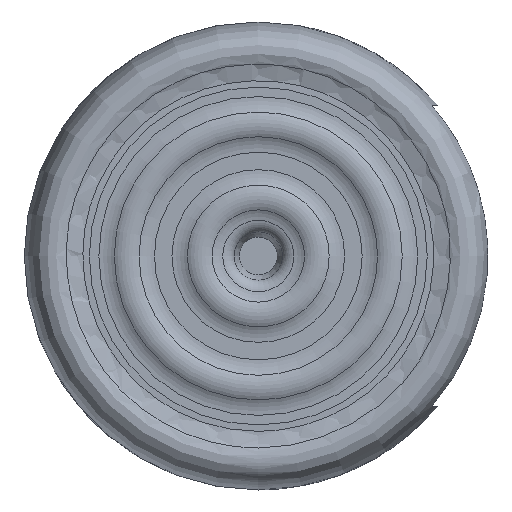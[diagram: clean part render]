
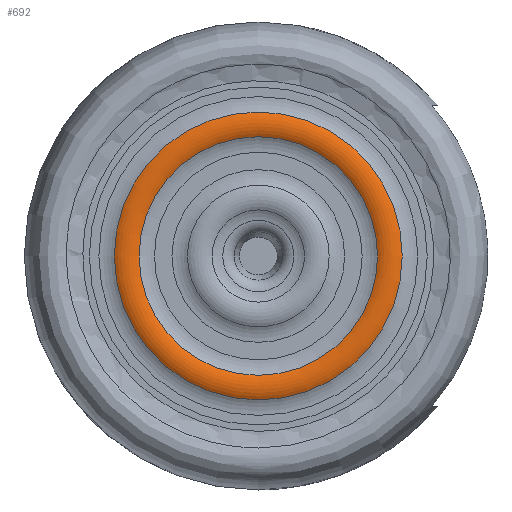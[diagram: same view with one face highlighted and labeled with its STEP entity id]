
A CAD part, front view. The second image highlights one B-rep face of the part: STEP entity #692.
In plain terms, the highlighted toroidal (fillet/blend) face has major radius 4.5 mm and minor radius 0.797 mm.
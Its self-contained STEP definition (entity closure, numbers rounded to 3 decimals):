
#196=FACE_OUTER_BOUND('',#237,.T.);
#237=EDGE_LOOP('',(#634,#635,#636,#637,#638,#639));
#257=CIRCLE('',#748,4.922);
#258=CIRCLE('',#749,4.922);
#262=CIRCLE('',#755,4.078);
#266=CIRCLE('',#759,4.078);
#275=CIRCLE('',#772,0.797);
#330=VERTEX_POINT('',#2212);
#331=VERTEX_POINT('',#2213);
#334=VERTEX_POINT('',#2223);
#335=VERTEX_POINT('',#2224);
#424=EDGE_CURVE('',#330,#331,#257,.T.);
#425=EDGE_CURVE('',#331,#330,#258,.T.);
#429=EDGE_CURVE('',#334,#335,#262,.T.);
#433=EDGE_CURVE('',#335,#334,#266,.T.);
#444=EDGE_CURVE('',#335,#331,#275,.T.);
#634=ORIENTED_EDGE('',*,*,#429,.F.);
#635=ORIENTED_EDGE('',*,*,#433,.F.);
#636=ORIENTED_EDGE('',*,*,#444,.T.);
#637=ORIENTED_EDGE('',*,*,#424,.F.);
#638=ORIENTED_EDGE('',*,*,#425,.F.);
#639=ORIENTED_EDGE('',*,*,#444,.F.);
#655=TOROIDAL_SURFACE('',#771,4.5,0.797);
#692=ADVANCED_FACE('',(#196),#655,.T.);
#748=AXIS2_PLACEMENT_3D('',#2214,#903,#904);
#749=AXIS2_PLACEMENT_3D('',#2215,#905,#906);
#755=AXIS2_PLACEMENT_3D('',#2225,#917,#918);
#759=AXIS2_PLACEMENT_3D('',#2231,#925,#926);
#771=AXIS2_PLACEMENT_3D('',#2490,#949,#950);
#772=AXIS2_PLACEMENT_3D('',#2491,#951,#952);
#903=DIRECTION('center_axis',(0.,1.,0.));
#904=DIRECTION('ref_axis',(0.,0.,1.));
#905=DIRECTION('center_axis',(0.,1.,0.));
#906=DIRECTION('ref_axis',(0.,0.,1.));
#917=DIRECTION('center_axis',(0.,-1.,0.));
#918=DIRECTION('ref_axis',(0.,0.,1.));
#925=DIRECTION('center_axis',(0.,-1.,0.));
#926=DIRECTION('ref_axis',(0.,0.,1.));
#949=DIRECTION('center_axis',(0.,-1.,0.));
#950=DIRECTION('ref_axis',(0.,0.,-1.));
#951=DIRECTION('center_axis',(-1.,0.,0.));
#952=DIRECTION('ref_axis',(0.,0.,1.));
#2212=CARTESIAN_POINT('',(0.,-5.152,-4.922));
#2213=CARTESIAN_POINT('',(0.,-5.152,4.922));
#2214=CARTESIAN_POINT('Origin',(0.,-5.152,0.));
#2215=CARTESIAN_POINT('Origin',(0.,-5.152,0.));
#2223=CARTESIAN_POINT('',(0.,-5.152,-4.078));
#2224=CARTESIAN_POINT('',(0.,-5.152,4.078));
#2225=CARTESIAN_POINT('Origin',(0.,-5.152,0.));
#2231=CARTESIAN_POINT('Origin',(0.,-5.152,0.));
#2490=CARTESIAN_POINT('Origin',(0.,-4.475,0.));
#2491=CARTESIAN_POINT('Origin',(0.,-4.475,
4.5));
